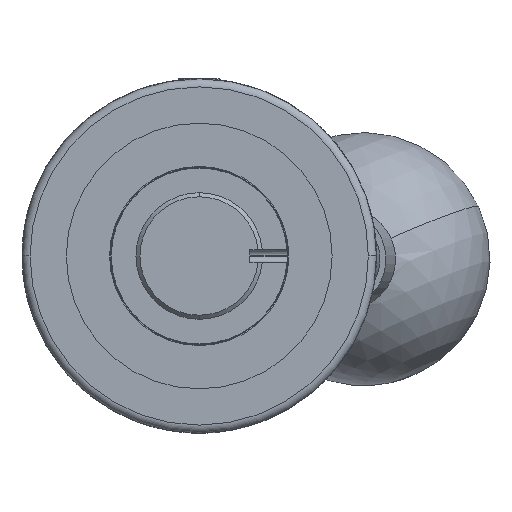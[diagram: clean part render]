
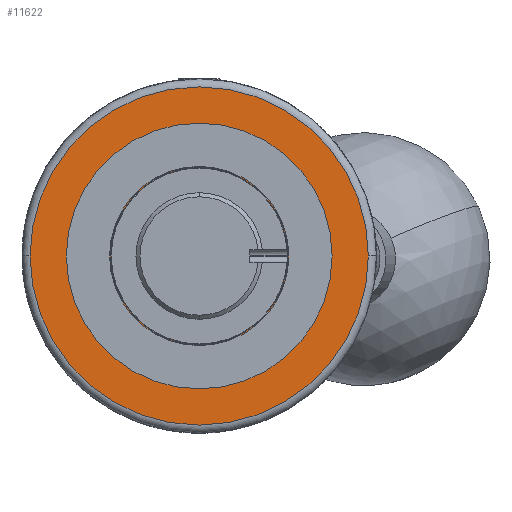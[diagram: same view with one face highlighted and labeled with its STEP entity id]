
A CAD part, left-side view. The second image highlights one B-rep face of the part: STEP entity #11622.
In plain terms, the highlighted planar face has unit normal (-1, 0, 0).
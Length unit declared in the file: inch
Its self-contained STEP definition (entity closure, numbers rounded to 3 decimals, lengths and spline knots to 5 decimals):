
#250 = CIRCLE ( 'NONE', #1859, 0.438 ) ;
#494 = ORIENTED_EDGE ( 'NONE', *, *, #11757, .F. ) ;
#807 = DIRECTION ( 'NONE',  ( 0., -1., 0. ) ) ;
#809 = CARTESIAN_POINT ( 'NONE',  ( -2.912, 0., 0. ) ) ;
#1250 = AXIS2_PLACEMENT_3D ( 'NONE', #2851, #8458, #8520 ) ;
#1259 = EDGE_LOOP ( 'NONE', ( #3910, #2347 ) ) ;
#1859 = AXIS2_PLACEMENT_3D ( 'NONE', #4009, #9777, #2221 ) ;
#2221 = DIRECTION ( 'NONE',  ( 0., -1., 0. ) ) ;
#2347 = ORIENTED_EDGE ( 'NONE', *, *, #7891, .T. ) ;
#2812 = DIRECTION ( 'NONE',  ( -1., 0., 0. ) ) ;
#2830 = VERTEX_POINT ( 'NONE', #6504 ) ;
#2851 = CARTESIAN_POINT ( 'NONE',  ( -2.912, -0.875, 0. ) ) ;
#3432 = PLANE ( 'NONE',  #1250 ) ;
#3910 = ORIENTED_EDGE ( 'NONE', *, *, #4478, .T. ) ;
#3945 = EDGE_CURVE ( 'NONE', #4019, #10562, #5477, .T. ) ;
#4009 = CARTESIAN_POINT ( 'NONE',  ( -2.912, 0., 0. ) ) ;
#4019 = VERTEX_POINT ( 'NONE', #5028 ) ;
#4478 = EDGE_CURVE ( 'NONE', #7741, #2830, #10328, .T. ) ;
#4547 = DIRECTION ( 'NONE',  ( 0., -1., 0. ) ) ;
#4600 = CARTESIAN_POINT ( 'NONE',  ( -2.912, 0., 0. ) ) ;
#4687 = AXIS2_PLACEMENT_3D ( 'NONE', #7414, #12398, #11380 ) ;
#4762 = EDGE_LOOP ( 'NONE', ( #494, #9418 ) ) ;
#5028 = CARTESIAN_POINT ( 'NONE',  ( -2.912, 0., -0.438 ) ) ;
#5477 = CIRCLE ( 'NONE', #6670, 0.438 ) ;
#6504 = CARTESIAN_POINT ( 'NONE',  ( -2.912, 0.835, 0. ) ) ;
#6670 = AXIS2_PLACEMENT_3D ( 'NONE', #809, #10259, #4547 ) ;
#7414 = CARTESIAN_POINT ( 'NONE',  ( -2.912, 0., 0. ) ) ;
#7741 = VERTEX_POINT ( 'NONE', #10890 ) ;
#7891 = EDGE_CURVE ( 'NONE', #2830, #7741, #9891, .T. ) ;
#8458 = DIRECTION ( 'NONE',  ( 1., 0., 0. ) ) ;
#8520 = DIRECTION ( 'NONE',  ( 0., -1., 0. ) ) ;
#9166 = FACE_OUTER_BOUND ( 'NONE', #1259, .T. ) ;
#9418 = ORIENTED_EDGE ( 'NONE', *, *, #3945, .F. ) ;
#9777 = DIRECTION ( 'NONE',  ( -1., 0., 0. ) ) ;
#9891 = CIRCLE ( 'NONE', #11498, 0.835 ) ;
#10259 = DIRECTION ( 'NONE',  ( -1., 0., 0. ) ) ;
#10328 = CIRCLE ( 'NONE', #4687, 0.835 ) ;
#10562 = VERTEX_POINT ( 'NONE', #12077 ) ;
#10890 = CARTESIAN_POINT ( 'NONE',  ( -2.912, -0.835, 0. ) ) ;
#11380 = DIRECTION ( 'NONE',  ( 0., -1., 0. ) ) ;
#11498 = AXIS2_PLACEMENT_3D ( 'NONE', #4600, #2812, #807 ) ;
#11622 = ADVANCED_FACE ( 'NONE', ( #9166, #12038 ), #3432, .F. ) ;
#11757 = EDGE_CURVE ( 'NONE', #10562, #4019, #250, .T. ) ;
#12038 = FACE_BOUND ( 'NONE', #4762, .T. ) ;
#12077 = CARTESIAN_POINT ( 'NONE',  ( -2.912, 0., 0.438 ) ) ;
#12398 = DIRECTION ( 'NONE',  ( -1., 0., 0. ) ) ;
